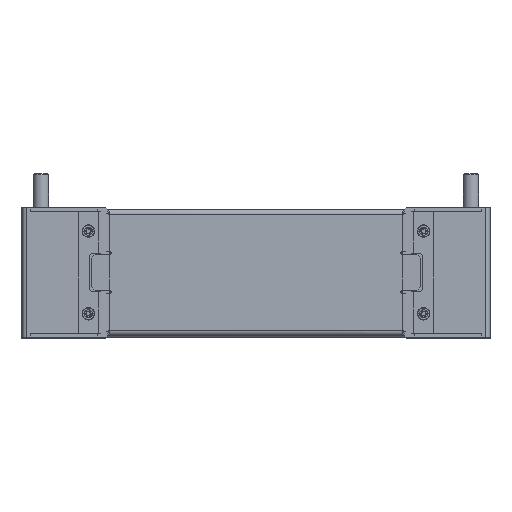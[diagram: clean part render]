
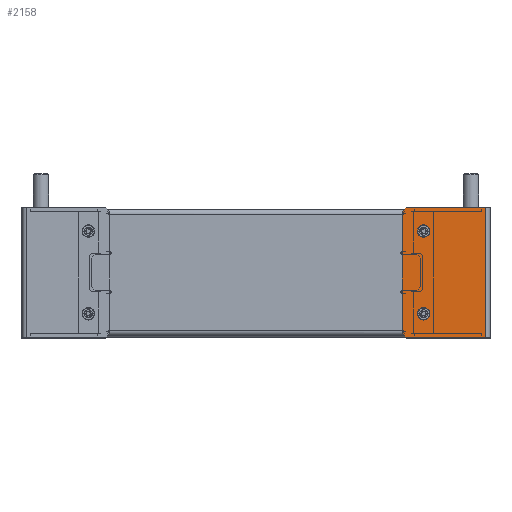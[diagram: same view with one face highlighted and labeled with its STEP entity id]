
A CAD part, top view. The second image highlights one B-rep face of the part: STEP entity #2158.
In plain terms, the highlighted planar face has unit normal (0, 0, 1).
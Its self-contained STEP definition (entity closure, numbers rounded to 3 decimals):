
#64 = VECTOR ( 'NONE', #7669, 1000. ) ;
#710 = AXIS2_PLACEMENT_3D ( 'NONE', #7027, #4226, #11532 ) ;
#774 = ORIENTED_EDGE ( 'NONE', *, *, #18369, .T. ) ;
#1014 = FACE_BOUND ( 'NONE', #2734, .T. ) ;
#1061 = PLANE ( 'NONE',  #3002 ) ;
#1112 = VECTOR ( 'NONE', #18400, 1000. ) ;
#1328 = EDGE_CURVE ( 'NONE', #15215, #11787, #2399, .T. ) ;
#1449 = CARTESIAN_POINT ( 'NONE',  ( -34., 47., 34. ) ) ;
#1484 = CARTESIAN_POINT ( 'NONE',  ( 30.6, -50., 34. ) ) ;
#1616 = LINE ( 'NONE', #14004, #2262 ) ;
#1757 = CARTESIAN_POINT ( 'NONE',  ( -31., -50., 34. ) ) ;
#1985 = CARTESIAN_POINT ( 'NONE',  ( -34., -50., 34. ) ) ;
#2041 = CARTESIAN_POINT ( 'NONE',  ( -34., 50., 34. ) ) ;
#2158 = ADVANCED_FACE ( 'NONE', ( #13789, #1014, #5288 ), #1061, .F. ) ;
#2262 = VECTOR ( 'NONE', #8336, 1000. ) ;
#2399 = CIRCLE ( 'NONE', #14258, 4.5 ) ;
#2412 = EDGE_CURVE ( 'NONE', #7164, #6653, #3259, .T. ) ;
#2734 = EDGE_LOOP ( 'NONE', ( #17393, #3026 ) ) ;
#2850 = CARTESIAN_POINT ( 'NONE',  ( -21.85, -32., 34. ) ) ;
#3002 = AXIS2_PLACEMENT_3D ( 'NONE', #12646, #15414, #18202 ) ;
#3026 = ORIENTED_EDGE ( 'NONE', *, *, #10889, .T. ) ;
#3175 = VERTEX_POINT ( 'NONE', #18155 ) ;
#3259 = LINE ( 'NONE', #1985, #7931 ) ;
#3785 = CIRCLE ( 'NONE', #12887, 4.5 ) ;
#4226 = DIRECTION ( 'NONE',  ( 0., 0., -1. ) ) ;
#4401 = DIRECTION ( 'NONE',  ( -0.707, -0.707, 0. ) ) ;
#4683 = CARTESIAN_POINT ( 'NONE',  ( -17.35, -32., 34. ) ) ;
#4688 = CARTESIAN_POINT ( 'NONE',  ( 30.6, 50., 34. ) ) ;
#4745 = CIRCLE ( 'NONE', #13430, 4.5 ) ;
#4768 = EDGE_LOOP ( 'NONE', ( #16011, #774, #7316, #8268, #11546, #14578 ) ) ;
#5008 = CIRCLE ( 'NONE', #710, 4.5 ) ;
#5126 = EDGE_CURVE ( 'NONE', #14179, #16432, #8464, .T. ) ;
#5190 = CARTESIAN_POINT ( 'NONE',  ( -17.35, -32., 34. ) ) ;
#5288 = FACE_OUTER_BOUND ( 'NONE', #4768, .T. ) ;
#5384 = VECTOR ( 'NONE', #6611, 1000. ) ;
#5653 = CARTESIAN_POINT ( 'NONE',  ( -31., -50., 34. ) ) ;
#6298 = VECTOR ( 'NONE', #4401, 1000. ) ;
#6611 = DIRECTION ( 'NONE',  ( 0., -1., 0. ) ) ;
#6653 = VERTEX_POINT ( 'NONE', #1484 ) ;
#7027 = CARTESIAN_POINT ( 'NONE',  ( -17.35, 32., 34. ) ) ;
#7040 = VERTEX_POINT ( 'NONE', #2850 ) ;
#7164 = VERTEX_POINT ( 'NONE', #1757 ) ;
#7285 = VERTEX_POINT ( 'NONE', #16610 ) ;
#7316 = ORIENTED_EDGE ( 'NONE', *, *, #2412, .T. ) ;
#7617 = DIRECTION ( 'NONE',  ( 1., 0., 0. ) ) ;
#7618 = DIRECTION ( 'NONE',  ( -1., 0., 0. ) ) ;
#7646 = LINE ( 'NONE', #1449, #6298 ) ;
#7669 = DIRECTION ( 'NONE',  ( 1., 0., 0. ) ) ;
#7931 = VECTOR ( 'NONE', #7617, 1000. ) ;
#8268 = ORIENTED_EDGE ( 'NONE', *, *, #17676, .F. ) ;
#8336 = DIRECTION ( 'NONE',  ( 0., -1., 0. ) ) ;
#8404 = EDGE_LOOP ( 'NONE', ( #15979, #12085 ) ) ;
#8413 = DIRECTION ( 'NONE',  ( 0., 0., -1. ) ) ;
#8464 = LINE ( 'NONE', #12124, #5384 ) ;
#8734 = DIRECTION ( 'NONE',  ( 0., 0., -1. ) ) ;
#8759 = EDGE_CURVE ( 'NONE', #3175, #14179, #7646, .T. ) ;
#10155 = VERTEX_POINT ( 'NONE', #4688 ) ;
#10889 = EDGE_CURVE ( 'NONE', #11787, #15215, #5008, .T. ) ;
#11532 = DIRECTION ( 'NONE',  ( -1., 0., 0. ) ) ;
#11546 = ORIENTED_EDGE ( 'NONE', *, *, #14549, .F. ) ;
#11694 = CARTESIAN_POINT ( 'NONE',  ( -34., 47., 34. ) ) ;
#11753 = CARTESIAN_POINT ( 'NONE',  ( -21.85, 32., 34. ) ) ;
#11787 = VERTEX_POINT ( 'NONE', #11753 ) ;
#12085 = ORIENTED_EDGE ( 'NONE', *, *, #12154, .T. ) ;
#12124 = CARTESIAN_POINT ( 'NONE',  ( -34., 50., 34. ) ) ;
#12154 = EDGE_CURVE ( 'NONE', #7040, #7285, #4745, .T. ) ;
#12240 = CARTESIAN_POINT ( 'NONE',  ( -17.35, 32., 34. ) ) ;
#12646 = CARTESIAN_POINT ( 'NONE',  ( -34., 50., 34. ) ) ;
#12887 = AXIS2_PLACEMENT_3D ( 'NONE', #4683, #16169, #7618 ) ;
#13430 = AXIS2_PLACEMENT_3D ( 'NONE', #5190, #8734, #17540 ) ;
#13482 = CARTESIAN_POINT ( 'NONE',  ( -12.85, 32., 34. ) ) ;
#13789 = FACE_BOUND ( 'NONE', #8404, .T. ) ;
#13898 = LINE ( 'NONE', #5653, #1112 ) ;
#13997 = CARTESIAN_POINT ( 'NONE',  ( -34., -47., 34. ) ) ;
#14004 = CARTESIAN_POINT ( 'NONE',  ( 30.6, 50., 34. ) ) ;
#14179 = VERTEX_POINT ( 'NONE', #11694 ) ;
#14258 = AXIS2_PLACEMENT_3D ( 'NONE', #12240, #8413, #18256 ) ;
#14549 = EDGE_CURVE ( 'NONE', #3175, #10155, #17789, .T. ) ;
#14578 = ORIENTED_EDGE ( 'NONE', *, *, #8759, .T. ) ;
#15215 = VERTEX_POINT ( 'NONE', #13482 ) ;
#15414 = DIRECTION ( 'NONE',  ( 0., 0., -1. ) ) ;
#15979 = ORIENTED_EDGE ( 'NONE', *, *, #16878, .T. ) ;
#16011 = ORIENTED_EDGE ( 'NONE', *, *, #5126, .T. ) ;
#16169 = DIRECTION ( 'NONE',  ( 0., 0., -1. ) ) ;
#16432 = VERTEX_POINT ( 'NONE', #13997 ) ;
#16610 = CARTESIAN_POINT ( 'NONE',  ( -12.85, -32., 34. ) ) ;
#16878 = EDGE_CURVE ( 'NONE', #7285, #7040, #3785, .T. ) ;
#17393 = ORIENTED_EDGE ( 'NONE', *, *, #1328, .T. ) ;
#17540 = DIRECTION ( 'NONE',  ( -1., 0., 0. ) ) ;
#17676 = EDGE_CURVE ( 'NONE', #10155, #6653, #1616, .T. ) ;
#17789 = LINE ( 'NONE', #2041, #64 ) ;
#18155 = CARTESIAN_POINT ( 'NONE',  ( -31., 50., 34. ) ) ;
#18202 = DIRECTION ( 'NONE',  ( -1., 0., 0. ) ) ;
#18256 = DIRECTION ( 'NONE',  ( -1., 0., 0. ) ) ;
#18369 = EDGE_CURVE ( 'NONE', #16432, #7164, #13898, .T. ) ;
#18400 = DIRECTION ( 'NONE',  ( 0.707, -0.707, 0. ) ) ;
